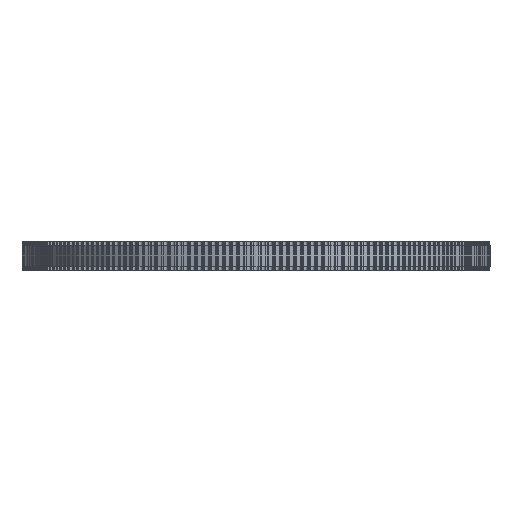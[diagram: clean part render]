
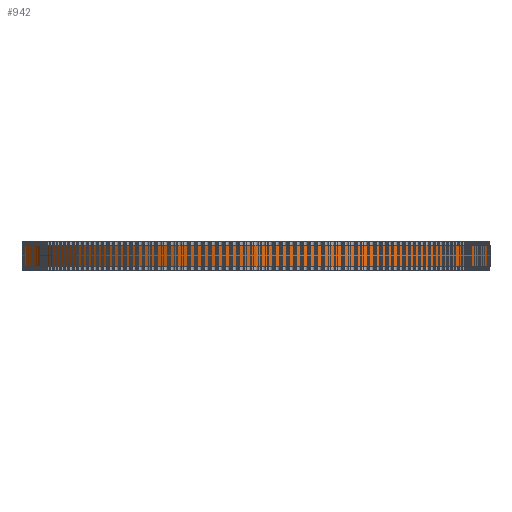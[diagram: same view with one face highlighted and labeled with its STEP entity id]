
A CAD part, front view. The second image highlights one B-rep face of the part: STEP entity #942.
In plain terms, the highlighted cylindrical face has radius 65.254 mm (diameter 130.507 mm), a full revolution.
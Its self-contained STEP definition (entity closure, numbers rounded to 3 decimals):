
#97=FACE_BOUND('',#3408,.T.);
#98=FACE_BOUND('',#3409,.T.);
#942=ADVANCED_FACE('',(#97,#98),#1763,.T.);
#1763=CYLINDRICAL_SURFACE('',#18183,65.254);
#3408=EDGE_LOOP('',(#9970));
#3409=EDGE_LOOP('',(#9971));
#9970=ORIENTED_EDGE('',*,*,#14074,.T.);
#9971=ORIENTED_EDGE('',*,*,#14075,.T.);
#11612=VERTEX_POINT('',#28860);
#11613=VERTEX_POINT('',#28862);
#14074=EDGE_CURVE('',#11612,#11612,#15716,.T.);
#14075=EDGE_CURVE('',#11613,#11613,#15717,.T.);
#15716=CIRCLE('',#18181,65.254);
#15717=CIRCLE('',#18182,65.254);
#18181=AXIS2_PLACEMENT_3D('',#28859,#23930,#23931);
#18182=AXIS2_PLACEMENT_3D('',#28861,#23932,#23933);
#18183=AXIS2_PLACEMENT_3D('',#28863,#23934,#23935);
#23930=DIRECTION('',(0.,0.,1.));
#23931=DIRECTION('',(1.,0.,0.));
#23932=DIRECTION('',(0.,0.,-1.));
#23933=DIRECTION('',(1.,0.,0.));
#23934=DIRECTION('',(0.,0.,1.));
#23935=DIRECTION('',(1.,0.,0.));
#28859=CARTESIAN_POINT('',(0.,0.,1.));
#28860=CARTESIAN_POINT('',(65.254,0.,1.));
#28861=CARTESIAN_POINT('',(0.,0.,7.));
#28862=CARTESIAN_POINT('',(65.254,0.,7.));
#28863=CARTESIAN_POINT('',(0.,0.,1.));
